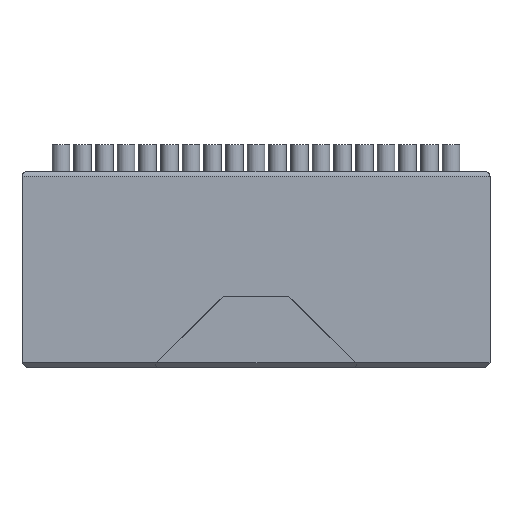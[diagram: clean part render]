
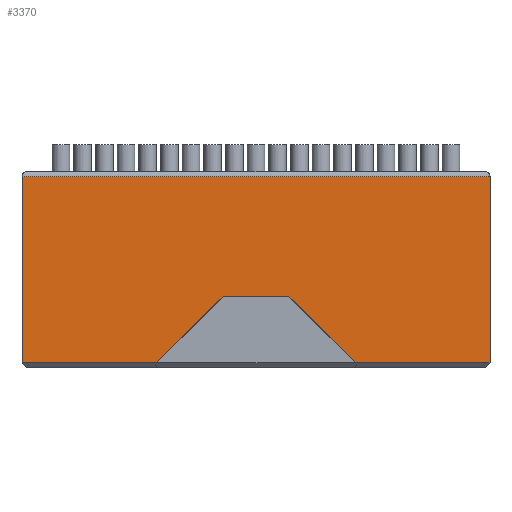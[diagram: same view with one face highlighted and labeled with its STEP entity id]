
A CAD part, front view. The second image highlights one B-rep face of the part: STEP entity #3370.
In plain terms, the highlighted planar face has unit normal (0, -1, 0).
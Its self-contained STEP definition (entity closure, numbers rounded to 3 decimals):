
#273=PLANE('',#3820);
#479=FACE_OUTER_BOUND('',#795,.T.);
#795=EDGE_LOOP('',(#2780,#2781,#2782,#2783,#2784,#2785,#2786,#2787,#2788,
#2789));
#945=LINE('',#5630,#1137);
#963=LINE('',#5701,#1155);
#968=LINE('',#5711,#1160);
#974=LINE('',#5745,#1166);
#983=LINE('',#5791,#1175);
#985=LINE('',#5795,#1177);
#986=LINE('',#5796,#1178);
#987=LINE('',#5797,#1179);
#1137=VECTOR('',#4638,10.);
#1155=VECTOR('',#4686,10.);
#1160=VECTOR('',#4699,10.);
#1166=VECTOR('',#4725,10.);
#1175=VECTOR('',#4762,10.);
#1177=VECTOR('',#4766,10.);
#1178=VECTOR('',#4767,10.);
#1179=VECTOR('',#4768,10.);
#1394=CIRCLE('',#3768,0.5);
#1403=CIRCLE('',#3794,0.5);
#1596=VERTEX_POINT('',#5595);
#1597=VERTEX_POINT('',#5597);
#1606=VERTEX_POINT('',#5629);
#1627=VERTEX_POINT('',#5698);
#1628=VERTEX_POINT('',#5700);
#1629=VERTEX_POINT('',#5707);
#1636=VERTEX_POINT('',#5735);
#1639=VERTEX_POINT('',#5743);
#1652=VERTEX_POINT('',#5790);
#1653=VERTEX_POINT('',#5794);
#1966=EDGE_CURVE('',#1596,#1597,#1394,.F.);
#1978=EDGE_CURVE('',#1606,#1597,#945,.T.);
#2008=EDGE_CURVE('',#1628,#1627,#963,.T.);
#2012=EDGE_CURVE('',#1628,#1629,#1403,.F.);
#2014=EDGE_CURVE('',#1596,#1629,#968,.T.);
#2027=EDGE_CURVE('',#1639,#1636,#974,.T.);
#2045=EDGE_CURVE('',#1652,#1636,#983,.T.);
#2047=EDGE_CURVE('',#1653,#1639,#985,.T.);
#2048=EDGE_CURVE('',#1606,#1653,#986,.T.);
#2049=EDGE_CURVE('',#1652,#1627,#987,.T.);
#2780=ORIENTED_EDGE('',*,*,#2027,.F.);
#2781=ORIENTED_EDGE('',*,*,#2047,.F.);
#2782=ORIENTED_EDGE('',*,*,#2048,.F.);
#2783=ORIENTED_EDGE('',*,*,#1978,.T.);
#2784=ORIENTED_EDGE('',*,*,#1966,.F.);
#2785=ORIENTED_EDGE('',*,*,#2014,.T.);
#2786=ORIENTED_EDGE('',*,*,#2012,.F.);
#2787=ORIENTED_EDGE('',*,*,#2008,.T.);
#2788=ORIENTED_EDGE('',*,*,#2049,.F.);
#2789=ORIENTED_EDGE('',*,*,#2045,.T.);
#3370=ADVANCED_FACE('',(#479),#273,.F.);
#3768=AXIS2_PLACEMENT_3D('',#5598,#4618,#4619);
#3794=AXIS2_PLACEMENT_3D('',#5708,#4694,#4695);
#3820=AXIS2_PLACEMENT_3D('',#5793,#4764,#4765);
#4618=DIRECTION('center_axis',(0.,1.,0.));
#4619=DIRECTION('ref_axis',(-0.383,0.,0.924));
#4638=DIRECTION('',(0.707,0.,0.707));
#4686=DIRECTION('',(0.707,0.,-0.707));
#4694=DIRECTION('center_axis',(0.,1.,0.));
#4695=DIRECTION('ref_axis',(0.383,0.,0.924));
#4699=DIRECTION('',(1.,0.,0.));
#4725=DIRECTION('',(1.,0.,0.));
#4762=DIRECTION('',(0.,0.,1.));
#4764=DIRECTION('center_axis',(0.,1.,0.));
#4765=DIRECTION('ref_axis',(0.,0.,1.));
#4766=DIRECTION('',(0.,0.,1.));
#4767=DIRECTION('',(-1.,0.,0.));
#4768=DIRECTION('',(-1.,0.,0.));
#5595=CARTESIAN_POINT('',(-2.751,-7.4,4.349));
#5597=CARTESIAN_POINT('',(-3.105,-7.4,4.203));
#5598=CARTESIAN_POINT('Origin',(-2.751,-7.4,3.849));
#5629=CARTESIAN_POINT('',(-8.907,-7.4,-1.6));
#5630=CARTESIAN_POINT('',(0.819,-7.4,8.126));
#5698=CARTESIAN_POINT('',(8.907,-7.4,-1.6));
#5700=CARTESIAN_POINT('',(3.105,-7.4,4.203));
#5701=CARTESIAN_POINT('',(7.606,-7.4,-0.298));
#5707=CARTESIAN_POINT('',(2.751,-7.4,4.349));
#5708=CARTESIAN_POINT('Origin',(2.751,-7.4,3.849));
#5711=CARTESIAN_POINT('',(6.729,-7.4,4.349));
#5735=CARTESIAN_POINT('',(21.,-7.4,15.1));
#5743=CARTESIAN_POINT('',(-21.,-7.4,15.1));
#5745=CARTESIAN_POINT('',(5.25,-7.4,15.1));
#5790=CARTESIAN_POINT('',(21.,-7.4,-1.6));
#5791=CARTESIAN_POINT('',(21.,-7.4,14.2));
#5793=CARTESIAN_POINT('Origin',(10.5,-7.4,6.));
#5794=CARTESIAN_POINT('',(-21.,-7.4,-1.6));
#5795=CARTESIAN_POINT('',(-21.,-7.4,14.2));
#5796=CARTESIAN_POINT('',(5.25,-7.4,-1.6));
#5797=CARTESIAN_POINT('',(5.25,-7.4,-1.6));
